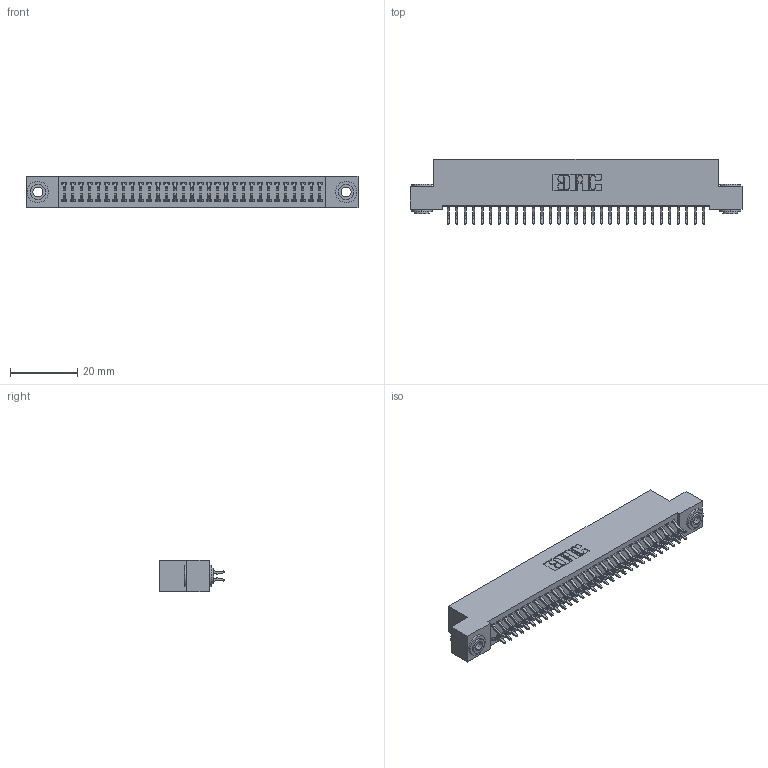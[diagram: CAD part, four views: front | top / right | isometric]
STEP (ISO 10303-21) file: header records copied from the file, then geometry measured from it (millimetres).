
FILE_DESCRIPTION (( 'STEP AP203' ), '1' );
FILE_NAME ('342-062-556-203.STEP', '2019-10-03T14:02:34', ( '' ), ( '' ), 'SwSTEP 2.0', 'SolidWorks 2016', '' );
FILE_SCHEMA (( 'CONFIG_CONTROL_DESIGN' ));
Length unit declared in the file: inch
Products named in the file (4): 342 Part_.156 TH; 345-292-001_556 Tail; 342-250-002_345-250-002-102; 342-062-556-203
Assembly tree (65 placements, depth 2):
  342-062-556-203
    342 Part_.156 TH
    345-292-001_556 Tail  x62
    342-250-002_345-250-002-102  x2
Bounding box: 99.06 x 19.58 x 9.4 mm (x, y, z)
Volume: 8869.7 mm3; surface area: 14320.6 mm2
Topology: 65 solids, 65 shells, 3744 faces, 11101 edges, 7314 vertices
Faces by surface type: plane 2556, cylinder 1180, cone 8
Entity records: 22104 total; most frequent: CARTESIAN_POINT 3665, ORIENTED_EDGE 3582, DIRECTION 3173, EDGE_CURVE 1791, VECTOR 1631, LINE 1631, VERTEX_POINT 1190, AXIS2_PLACEMENT_3D 771
